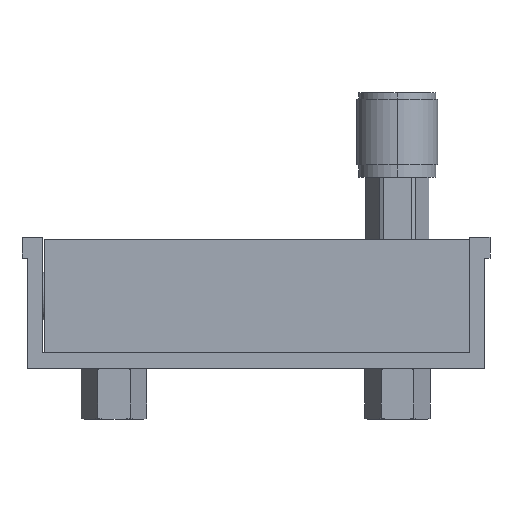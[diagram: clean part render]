
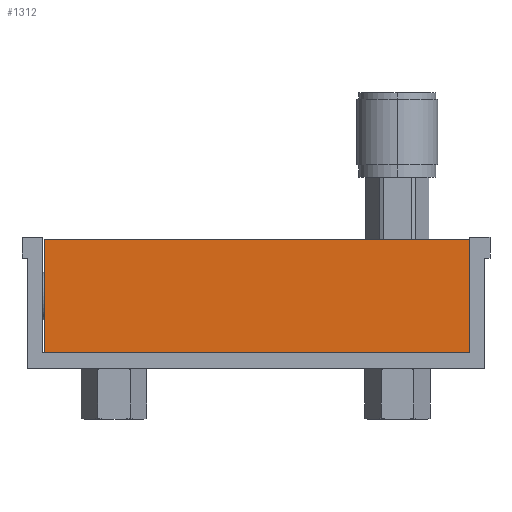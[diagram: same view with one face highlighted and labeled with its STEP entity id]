
A CAD part, left-side view. The second image highlights one B-rep face of the part: STEP entity #1312.
In plain terms, the highlighted face is planar.
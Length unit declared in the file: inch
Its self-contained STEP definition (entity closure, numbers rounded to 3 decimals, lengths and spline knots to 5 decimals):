
#900=DIRECTION('',(0.,0.,-1.));
#901=VECTOR('',#900,1.);
#902=CARTESIAN_POINT('',(0.5,0.,0.5));
#903=LINE('',#902,#901);
#912=DIRECTION('',(0.,1.,0.));
#913=VECTOR('',#912,3.75);
#914=CARTESIAN_POINT('',(0.5,0.,-0.5));
#915=LINE('',#914,#913);
#926=DIRECTION('',(0.,1.,0.));
#927=VECTOR('',#926,3.75);
#928=CARTESIAN_POINT('',(0.5,0.,0.5));
#929=LINE('',#928,#927);
#962=DIRECTION('',(0.,0.,-1.));
#963=VECTOR('',#962,1.);
#964=CARTESIAN_POINT('',(0.5,3.75,0.5));
#965=LINE('',#964,#963);
#1192=CARTESIAN_POINT('',(0.5,0.,0.5));
#1193=VERTEX_POINT('',#1192);
#1194=CARTESIAN_POINT('',(0.5,0.,-0.5));
#1195=VERTEX_POINT('',#1194);
#1200=CARTESIAN_POINT('',(0.5,3.75,0.5));
#1201=VERTEX_POINT('',#1200);
#1202=CARTESIAN_POINT('',(0.5,3.75,-0.5));
#1203=VERTEX_POINT('',#1202);
#1299=CARTESIAN_POINT('',(0.5,0.,0.5));
#1300=DIRECTION('',(1.,0.,0.));
#1301=DIRECTION('',(0.,0.,-1.));
#1302=AXIS2_PLACEMENT_3D('',#1299,#1300,#1301);
#1303=PLANE('',#1302);
#1304=ORIENTED_EDGE('',*,*,#1257,.F.);
#1306=ORIENTED_EDGE('',*,*,#1305,.T.);
#1308=ORIENTED_EDGE('',*,*,#1307,.T.);
#1309=ORIENTED_EDGE('',*,*,#1285,.F.);
#1310=EDGE_LOOP('',(#1304,#1306,#1308,#1309));
#1311=FACE_OUTER_BOUND('',#1310,.F.);
#1312=ADVANCED_FACE('',(#1311),#1303,.T.);
#1257=EDGE_CURVE('',#1193,#1195,#903,.T.);
#1285=EDGE_CURVE('',#1195,#1203,#915,.T.);
#1305=EDGE_CURVE('',#1193,#1201,#929,.T.);
#1307=EDGE_CURVE('',#1201,#1203,#965,.T.);
